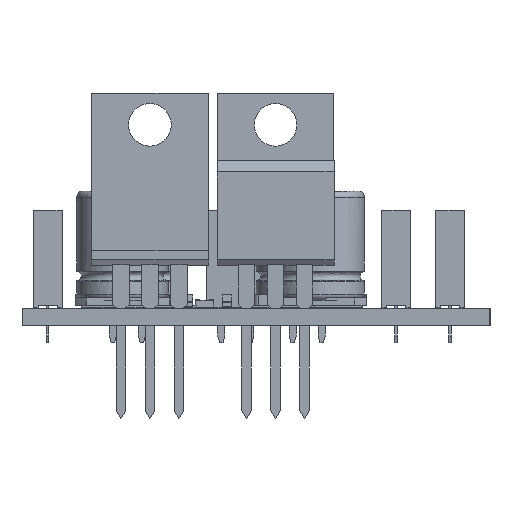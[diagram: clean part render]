
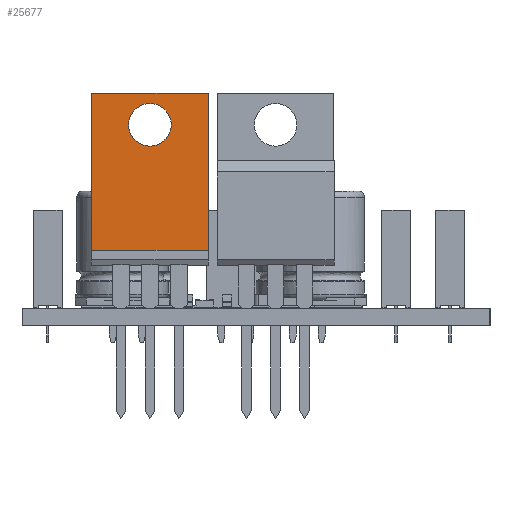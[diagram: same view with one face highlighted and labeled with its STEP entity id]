
A CAD part, left-side view. The second image highlights one B-rep face of the part: STEP entity #25677.
In plain terms, the highlighted face is planar.
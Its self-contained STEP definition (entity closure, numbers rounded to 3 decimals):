
#25122 = VERTEX_POINT('',#25123);
#25123 = CARTESIAN_POINT('',(-2.575,3.16,18.775));
#25129 = EDGE_CURVE('',#25130,#25122,#25132,.T.);
#25130 = VERTEX_POINT('',#25131);
#25131 = CARTESIAN_POINT('',(-2.575,3.16,5.));
#25132 = LINE('',#25133,#25134);
#25133 = CARTESIAN_POINT('',(-2.575,3.16,5.));
#25134 = VECTOR('',#25135,1.);
#25135 = DIRECTION('',(0.,0.,1.));
#25188 = VERTEX_POINT('',#25189);
#25189 = CARTESIAN_POINT('',(7.655,3.16,5.));
#25195 = EDGE_CURVE('',#25188,#25196,#25198,.T.);
#25196 = VERTEX_POINT('',#25197);
#25197 = CARTESIAN_POINT('',(7.655,3.16,18.775));
#25198 = LINE('',#25199,#25200);
#25199 = CARTESIAN_POINT('',(7.655,3.16,5.));
#25200 = VECTOR('',#25201,1.);
#25201 = DIRECTION('',(0.,0.,1.));
#25220 = EDGE_CURVE('',#25130,#25188,#25221,.T.);
#25221 = LINE('',#25222,#25223);
#25222 = CARTESIAN_POINT('',(-2.575,3.16,5.));
#25223 = VECTOR('',#25224,1.);
#25224 = DIRECTION('',(1.,0.,0.));
#25677 = ADVANCED_FACE('',(#25678,#25689),#25700,.T.);
#25678 = FACE_BOUND('',#25679,.T.);
#25679 = EDGE_LOOP('',(#25680,#25681,#25687,#25688));
#25680 = ORIENTED_EDGE('',*,*,#25129,.T.);
#25681 = ORIENTED_EDGE('',*,*,#25682,.T.);
#25682 = EDGE_CURVE('',#25122,#25196,#25683,.T.);
#25683 = LINE('',#25684,#25685);
#25684 = CARTESIAN_POINT('',(-2.575,3.16,18.775));
#25685 = VECTOR('',#25686,1.);
#25686 = DIRECTION('',(1.,0.,0.));
#25687 = ORIENTED_EDGE('',*,*,#25195,.F.);
#25688 = ORIENTED_EDGE('',*,*,#25220,.F.);
#25689 = FACE_BOUND('',#25690,.T.);
#25690 = EDGE_LOOP('',(#25691));
#25691 = ORIENTED_EDGE('',*,*,#25692,.T.);
#25692 = EDGE_CURVE('',#25693,#25693,#25695,.T.);
#25693 = VERTEX_POINT('',#25694);
#25694 = CARTESIAN_POINT('',(4.408,3.16,16.005));
#25695 = CIRCLE('',#25696,1.868);
#25696 = AXIS2_PLACEMENT_3D('',#25697,#25698,#25699);
#25697 = CARTESIAN_POINT('',(2.54,3.16,16.005));
#25698 = DIRECTION('',(0.,-1.,0.));
#25699 = DIRECTION('',(1.,0.,0.));
#25700 = PLANE('',#25701);
#25701 = AXIS2_PLACEMENT_3D('',#25702,#25703,#25704);
#25702 = CARTESIAN_POINT('',(-2.575,3.16,5.));
#25703 = DIRECTION('',(0.,1.,0.));
#25704 = DIRECTION('',(1.,0.,0.));
